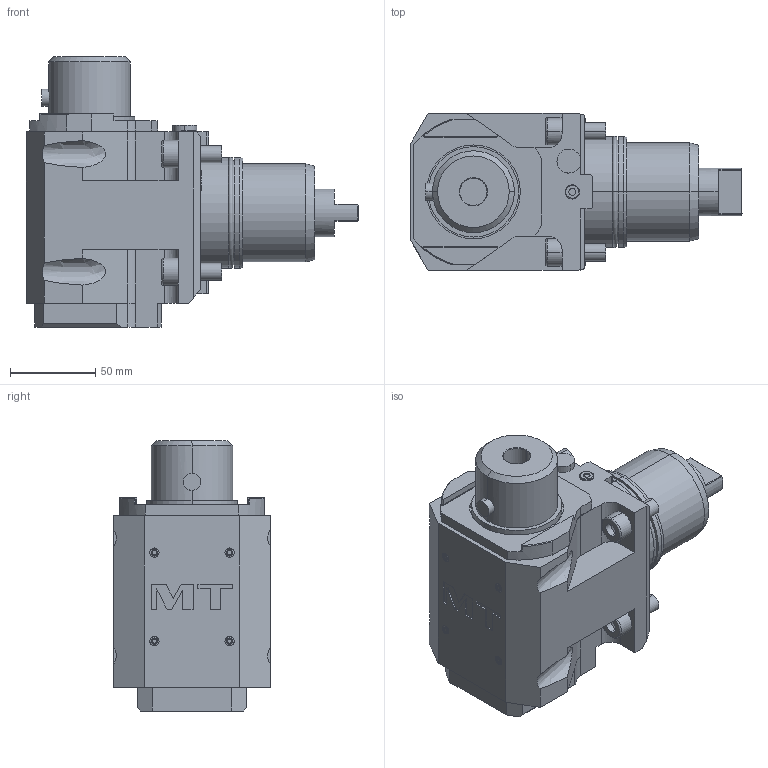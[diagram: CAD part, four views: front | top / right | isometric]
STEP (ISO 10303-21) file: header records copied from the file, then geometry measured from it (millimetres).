
FILE_DESCRIPTION((''),'2;1');
FILE_NAME('NKM0740816_CONF','2023-03-07T16:48:04',('sterribile'),('M.T. srl'),'CREO PARAMETRIC BY PTC INC, 2021072','CREO PARAMETRIC BY PTC INC, 2021072','');
FILE_SCHEMA(('CONFIG_CONTROL_DESIGN'));
Length unit declared in the file: millimetre
Products named in the file (1): NKM0740816_CONF
Bounding box: 194.7 x 92 x 158.5 mm (x, y, z)
Volume: 1187338.4 mm3; surface area: 100272.2 mm2
Topology: 1 solids, 1 shells, 308 faces, 768 edges, 492 vertices
Faces by surface type: plane 144, cylinder 106, torus 24, cone 20, bspline 12, extrusion 2
Entity records: 10527 total; most frequent: CARTESIAN_POINT 3059, DIRECTION 1586, ORIENTED_EDGE 1520, EDGE_CURVE 760, AXIS2_PLACEMENT_3D 584, VERTEX_POINT 492, VECTOR 418, LINE 416
